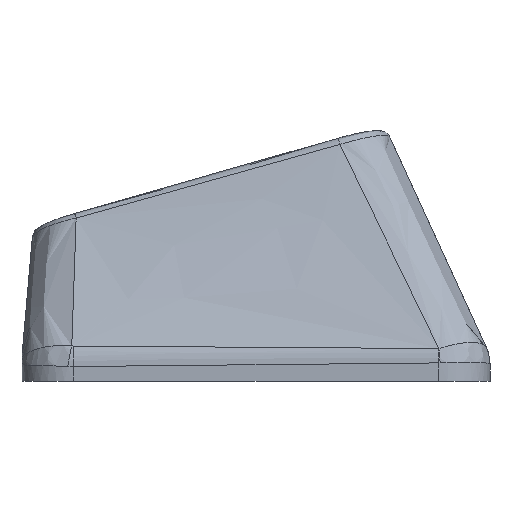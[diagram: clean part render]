
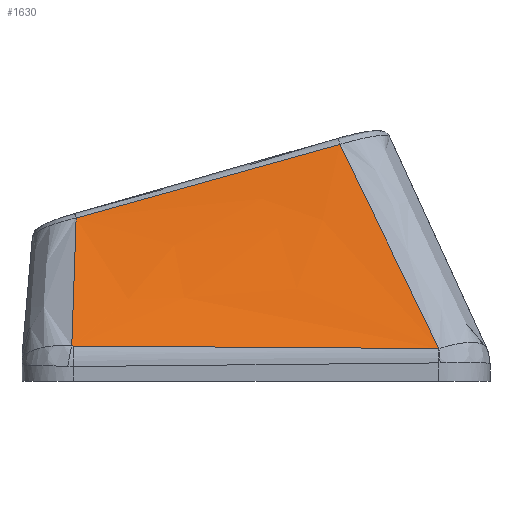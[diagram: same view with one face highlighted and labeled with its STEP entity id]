
A CAD part, left-side view. The second image highlights one B-rep face of the part: STEP entity #1630.
In plain terms, the highlighted free-form (B-spline) face has degree [3, 3] with [4, 4] control points.
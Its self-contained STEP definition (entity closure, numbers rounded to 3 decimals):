
#52=B_SPLINE_SURFACE_WITH_KNOTS('',3,3,((#3953,#3954,#3955,#3956),(#3957,
#3958,#3959,#3960),(#3961,#3962,#3963,#3964),(#3965,#3966,#3967,#3968)),
 .UNSPECIFIED.,.F.,.F.,.F.,(4,4),(4,4),(0.103,0.893),
(0.032,0.969),.UNSPECIFIED.);
#214=FACE_OUTER_BOUND('',#309,.T.);
#309=EDGE_LOOP('',(#1409,#1410,#1411,#1412,#1413,#1414));
#570=B_SPLINE_CURVE_WITH_KNOTS('',3,(#3461,#3462,#3463,#3464),
 .UNSPECIFIED.,.F.,.F.,(4,4),(0.,0.002),
 .UNSPECIFIED.);
#572=B_SPLINE_CURVE_WITH_KNOTS('',3,(#3488,#3489,#3490,#3491),
 .UNSPECIFIED.,.F.,.F.,(4,4),(0.,1.416),.UNSPECIFIED.);
#574=B_SPLINE_CURVE_WITH_KNOTS('',3,(#3515,#3516,#3517,#3518),
 .UNSPECIFIED.,.F.,.F.,(4,4),(0.,0.006),
 .UNSPECIFIED.);
#596=B_SPLINE_CURVE_WITH_KNOTS('',3,(#3943,#3944,#3945,#3946),
 .UNSPECIFIED.,.F.,.F.,(4,4),(-0.613,-0.026),
 .UNSPECIFIED.);
#598=B_SPLINE_CURVE_WITH_KNOTS('',3,(#3970,#3971,#3972,#3973),
 .UNSPECIFIED.,.F.,.F.,(4,4),(0.032,0.967),
 .UNSPECIFIED.);
#599=B_SPLINE_CURVE_WITH_KNOTS('',3,(#3974,#3975,#3976,#3977),
 .UNSPECIFIED.,.F.,.F.,(4,4),(-1.063,0.),.UNSPECIFIED.);
#730=VERTEX_POINT('',#3420);
#734=VERTEX_POINT('',#3454);
#736=VERTEX_POINT('',#3481);
#738=VERTEX_POINT('',#3508);
#765=VERTEX_POINT('',#3942);
#766=VERTEX_POINT('',#3969);
#952=EDGE_CURVE('',#730,#734,#570,.T.);
#955=EDGE_CURVE('',#734,#736,#572,.T.);
#958=EDGE_CURVE('',#736,#738,#574,.T.);
#999=EDGE_CURVE('',#738,#765,#596,.T.);
#1001=EDGE_CURVE('',#766,#730,#598,.T.);
#1002=EDGE_CURVE('',#765,#766,#599,.T.);
#1409=ORIENTED_EDGE('',*,*,#958,.F.);
#1410=ORIENTED_EDGE('',*,*,#955,.F.);
#1411=ORIENTED_EDGE('',*,*,#952,.F.);
#1412=ORIENTED_EDGE('',*,*,#1001,.F.);
#1413=ORIENTED_EDGE('',*,*,#1002,.F.);
#1414=ORIENTED_EDGE('',*,*,#999,.F.);
#1630=ADVANCED_FACE('',(#214),#52,.T.);
#3420=CARTESIAN_POINT('',(-16.116,-7.093,0.268));
#3454=CARTESIAN_POINT('',(-16.117,-7.077,0.268));
#3461=CARTESIAN_POINT('Ctrl Pts',(-16.116,-7.093,0.268));
#3462=CARTESIAN_POINT('Ctrl Pts',(-16.117,-7.088,0.268));
#3463=CARTESIAN_POINT('Ctrl Pts',(-16.117,-7.082,0.268));
#3464=CARTESIAN_POINT('Ctrl Pts',(-16.117,-7.077,0.268));
#3481=CARTESIAN_POINT('',(-15.996,7.092,0.365));
#3488=CARTESIAN_POINT('Ctrl Pts',(-16.117,-7.077,0.268));
#3489=CARTESIAN_POINT('Ctrl Pts',(-16.094,-2.355,0.293));
#3490=CARTESIAN_POINT('Ctrl Pts',(-16.064,2.367,0.324));
#3491=CARTESIAN_POINT('Ctrl Pts',(-15.996,7.092,0.365));
#3508=CARTESIAN_POINT('',(-15.992,7.149,0.371));
#3515=CARTESIAN_POINT('Ctrl Pts',(-15.996,7.092,0.365));
#3516=CARTESIAN_POINT('Ctrl Pts',(-15.996,7.111,0.365));
#3517=CARTESIAN_POINT('Ctrl Pts',(-15.994,7.13,0.367));
#3518=CARTESIAN_POINT('Ctrl Pts',(-15.992,7.149,0.371));
#3942=CARTESIAN_POINT('',(-12.915,6.98,5.334));
#3943=CARTESIAN_POINT('Ctrl Pts',(-15.992,7.149,0.371));
#3944=CARTESIAN_POINT('Ctrl Pts',(-14.958,7.075,2.021));
#3945=CARTESIAN_POINT('Ctrl Pts',(-13.933,7.015,3.676));
#3946=CARTESIAN_POINT('Ctrl Pts',(-12.915,6.98,5.334));
#3953=CARTESIAN_POINT('Ctrl Pts',(-12.89,-3.68,8.301));
#3954=CARTESIAN_POINT('Ctrl Pts',(-13.966,-4.818,5.623));
#3955=CARTESIAN_POINT('Ctrl Pts',(-15.041,-5.956,2.946));
#3956=CARTESIAN_POINT('Ctrl Pts',(-16.117,-7.093,0.268));
#3957=CARTESIAN_POINT('Ctrl Pts',(-12.89,-0.058,
7.307));
#3958=CARTESIAN_POINT('Ctrl Pts',(-13.966,-0.821,
4.95));
#3959=CARTESIAN_POINT('Ctrl Pts',(-15.041,-1.584,2.593));
#3960=CARTESIAN_POINT('Ctrl Pts',(-16.117,-2.346,0.236));
#3961=CARTESIAN_POINT('Ctrl Pts',(-12.89,3.564,6.312));
#3962=CARTESIAN_POINT('Ctrl Pts',(-13.966,3.176,4.276));
#3963=CARTESIAN_POINT('Ctrl Pts',(-15.041,2.788,2.24));
#3964=CARTESIAN_POINT('Ctrl Pts',(-16.117,2.401,0.204));
#3965=CARTESIAN_POINT('Ctrl Pts',(-12.89,7.186,5.318));
#3966=CARTESIAN_POINT('Ctrl Pts',(-13.966,7.173,3.602));
#3967=CARTESIAN_POINT('Ctrl Pts',(-15.041,7.16,1.887));
#3968=CARTESIAN_POINT('Ctrl Pts',(-16.117,7.148,0.172));
#3969=CARTESIAN_POINT('',(-12.89,-3.256,8.184));
#3970=CARTESIAN_POINT('Ctrl Pts',(-12.89,-3.256,8.184));
#3971=CARTESIAN_POINT('Ctrl Pts',(-13.982,-4.546,5.555));
#3972=CARTESIAN_POINT('Ctrl Pts',(-15.053,-5.823,2.914));
#3973=CARTESIAN_POINT('Ctrl Pts',(-16.116,-7.093,0.268));
#3974=CARTESIAN_POINT('Ctrl Pts',(-12.915,6.98,5.334));
#3975=CARTESIAN_POINT('Ctrl Pts',(-12.909,3.565,6.273));
#3976=CARTESIAN_POINT('Ctrl Pts',(-12.899,0.154,7.226));
#3977=CARTESIAN_POINT('Ctrl Pts',(-12.89,-3.256,8.184));
